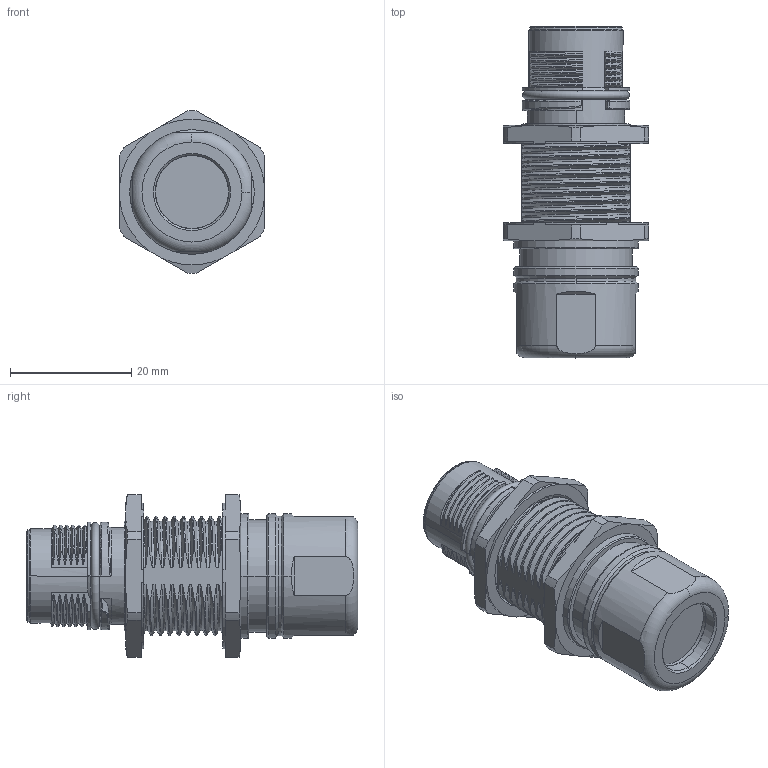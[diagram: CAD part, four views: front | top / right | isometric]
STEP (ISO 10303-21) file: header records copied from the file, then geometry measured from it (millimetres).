
FILE_DESCRIPTION((''),'2;1');
FILE_NAME('M17-XXX-CCT_RA-DXX-SH_SW0001','2023-06-26T',('lian.chen'),(''),'PRO/ENGINEER BY PARAMETRIC TECHNOLOGY CORPORATION, 2012480','PRO/ENGINEER BY PARAMETRIC TECHNOLOGY CORPORATION, 2012480','');
FILE_SCHEMA(('CONFIG_CONTROL_DESIGN'));
Length unit declared in the file: millimetre
Products named in the file (1): M17-XXX-CCT_RA-DXX-SH_SW0001
Bounding box: 23.9 x 54.7 x 26.8 mm (x, y, z)
Volume: 14523.5 mm3; surface area: 7743.8 mm2
Topology: 1 solids, 1 shells, 634 faces, 1721 edges, 1134 vertices
Faces by surface type: cylinder 237, plane 162, bspline 133, cone 41, torus 32, extrusion 22, sphere 7
Entity records: 29316 total; most frequent: CARTESIAN_POINT 14506, ORIENTED_EDGE 3428, DIRECTION 2528, EDGE_CURVE 1714, VERTEX_POINT 1134, AXIS2_PLACEMENT_3D 937, EDGE_LOOP 686, VECTOR 654
